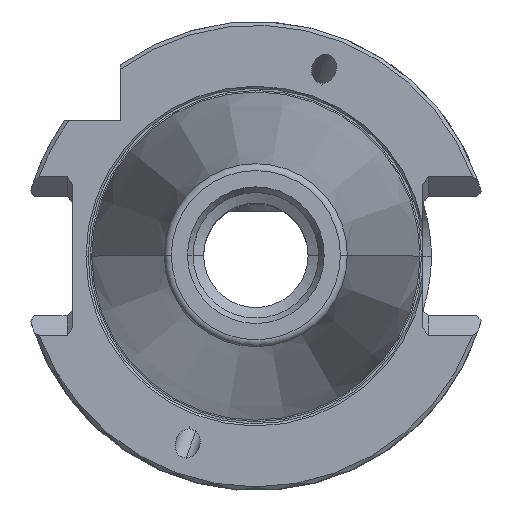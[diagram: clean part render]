
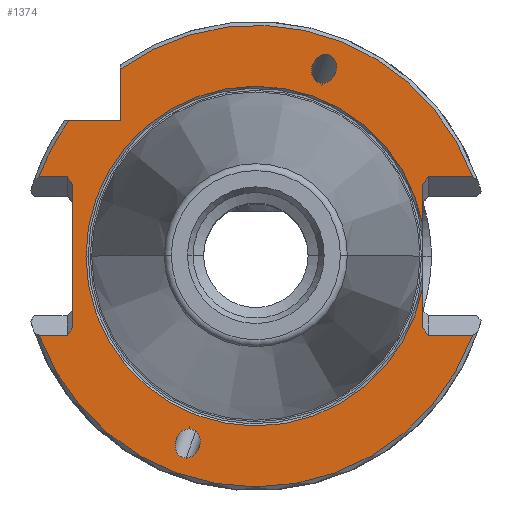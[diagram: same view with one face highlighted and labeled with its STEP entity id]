
A CAD part, top view. The second image highlights one B-rep face of the part: STEP entity #1374.
In plain terms, the highlighted planar face has unit normal (0, 0, 1).
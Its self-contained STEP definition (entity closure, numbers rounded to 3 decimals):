
#1070=EDGE_CURVE('NONE',#2562,#2872,#3034,.T.);
#1120=EDGE_CURVE('NONE',#2310,#1388,#3089,.T.);
#1122=EDGE_CURVE('NONE',#2796,#2706,#3091,.F.);
#1146=VERTEX_POINT('NONE',#3117);
#1156=EDGE_CURVE('NONE',#1534,#1644,#3127,.F.);
#1212=VERTEX_POINT('NONE',#3189);
#1220=EDGE_CURVE('NONE',#2062,#1976,#3198,.T.);
#1278=VERTEX_POINT('NONE',#3272);
#1374=ADVANCED_FACE('NONE',(#3379,#3380,#3381),#3382,.F.);
#1388=VERTEX_POINT('NONE',#3399);
#1420=VERTEX_POINT('NONE',#3432);
#1454=EDGE_CURVE('NONE',#1146,#2796,#3469,.T.);
#1522=VERTEX_POINT('NONE',#3547);
#1534=VERTEX_POINT('NONE',#3560);
#1626=VERTEX_POINT('NONE',#3664);
#1638=EDGE_CURVE('NONE',#1534,#1626,#3676,.T.);
#1644=VERTEX_POINT('NONE',#3682);
#1714=VERTEX_POINT('NONE',#3758);
#1768=EDGE_CURVE('NONE',#2906,#1830,#3818,.F.);
#1798=EDGE_CURVE('NONE',#2906,#1388,#3849,.F.);
#1830=VERTEX_POINT('NONE',#3883);
#1834=EDGE_CURVE('NONE',#1626,#2022,#3887,.T.);
#1958=EDGE_CURVE('NONE',#2884,#1830,#4021,.F.);
#1976=VERTEX_POINT('NONE',#4040);
#2022=VERTEX_POINT('NONE',#4095);
#2062=VERTEX_POINT('NONE',#4142);
#2210=EDGE_CURVE('NONE',#1420,#1278,#4306,.F.);
#2292=EDGE_CURVE('NONE',#2390,#1212,#4397,.T.);
#2294=EDGE_CURVE('NONE',#1278,#1420,#4399,.T.);
#2310=VERTEX_POINT('NONE',#4416);
#2390=VERTEX_POINT('NONE',#4501);
#2480=EDGE_CURVE('NONE',#2310,#1146,#4597,.F.);
#2512=EDGE_CURVE('NONE',#1522,#2562,#4631,.F.);
#2562=VERTEX_POINT('NONE',#4686);
#2706=VERTEX_POINT('NONE',#4842);
#2784=EDGE_CURVE('NONE',#1976,#2062,#4932,.F.);
#2796=VERTEX_POINT('NONE',#4947);
#2818=EDGE_CURVE('NONE',#2706,#1714,#4975,.F.);
#2832=EDGE_CURVE('NONE',#1212,#1522,#4991,.F.);
#2872=VERTEX_POINT('NONE',#5035);
#2882=EDGE_CURVE('NONE',#2884,#1644,#5046,.T.);
#2884=VERTEX_POINT('NONE',#5048);
#2894=EDGE_CURVE('NONE',#2872,#2022,#5060,.F.);
#2906=VERTEX_POINT('NONE',#5072);
#2940=EDGE_CURVE('NONE',#1714,#2390,#5109,.F.);
#3034=LINE('',#5241,#5242);
#3089=LINE('',#5325,#5326);
#3091=LINE('',#5329,#5330);
#3117=CARTESIAN_POINT('',(29.343,-10.75,-1.));
#3127=CIRCLE('',#5385,31.25);
#3189=CARTESIAN_POINT('',(22.6,4.271,-1.));
#3198=ELLIPSE('',#5478,2.014,1.65);
#3272=CARTESIAN_POINT('',(-9.452,-27.347,-1.));
#3379=FACE_OUTER_BOUND('',#5753,.T.);
#3380=FACE_BOUND('',#5754,.T.);
#3381=FACE_BOUND('',#5755,.T.);
#3382=PLANE('',#5756);
#3399=CARTESIAN_POINT('',(-25.55,-10.75,-1.));
#3432=CARTESIAN_POINT('',(-9.017,-23.397,-1.));
#3469=LINE('',#5942,#5943);
#3547=CARTESIAN_POINT('',(22.6,9.689,-1.));
#3560=CARTESIAN_POINT('',(-25.295,18.35,-1.));
#3664=CARTESIAN_POINT('',(-18.35,18.35,-1.));
#3676=LINE('',#6307,#6308);
#3682=CARTESIAN_POINT('',(-29.343,10.75,-1.));
#3758=CARTESIAN_POINT('',(22.6,-4.271,-1.));
#3818=LINE('',#6557,#6558);
#3849=LINE('',#6606,#6607);
#3883=CARTESIAN_POINT('',(-24.8,9.689,-1.));
#3887=LINE('',#6683,#6684);
#4021=LINE('',#6934,#6935);
#4040=CARTESIAN_POINT('',(9.017,23.397,-1.0));
#4095=CARTESIAN_POINT('',(-18.35,25.295,-1.));
#4142=CARTESIAN_POINT('',(9.452,27.347,-1.0));
#4306=ELLIPSE('',#7482,2.014,1.65);
#4397=CIRCLE('',#7617,23.0);
#4399=ELLIPSE('',#7620,2.014,1.65);
#4416=CARTESIAN_POINT('',(-29.343,-10.75,-1.));
#4501=CARTESIAN_POINT('',(-23.0,0.,-1.));
#4597=CIRCLE('',#7972,31.25);
#4631=LINE('',#8052,#8053);
#4686=CARTESIAN_POINT('',(23.35,10.75,-1.));
#4842=CARTESIAN_POINT('',(22.6,-9.689,-1.));
#4932=ELLIPSE('',#8687,2.014,1.65);
#4947=CARTESIAN_POINT('',(23.35,-10.75,-1.));
#4975=LINE('',#8763,#8764);
#4991=LINE('',#8799,#8800);
#5035=CARTESIAN_POINT('',(29.343,10.75,-1.));
#5046=LINE('',#8887,#8888);
#5048=CARTESIAN_POINT('',(-25.55,10.75,-1.));
#5060=CIRCLE('',#8914,31.25);
#5072=CARTESIAN_POINT('',(-24.8,-9.689,-1.));
#5109=CIRCLE('',#9017,23.0);
#5241=CARTESIAN_POINT('',(62.4,10.75,-1.));
#5242=VECTOR('',#9087,1.0);
#5325=CARTESIAN_POINT('',(-30.6,-10.75,-1.));
#5326=VECTOR('',#9149,1.0);
#5329=CARTESIAN_POINT('',(21.561,-8.22,-1.));
#5330=VECTOR('',#9150,1.0);
#5385=AXIS2_PLACEMENT_3D('',#9189,#9190,#9191);
#5478=AXIS2_PLACEMENT_3D('',#9271,#9272,#9273);
#5753=EDGE_LOOP('',(#9516,#9517,#9518,#9519,#9520,#9521,#9522,#9523,#9524,#9525,#9526,#9527,#9528,#9529,#9530,#9531,#9532,#9533));
#5754=EDGE_LOOP('',(#9534,#9535));
#5755=EDGE_LOOP('',(#9536,#9537));
#5756=AXIS2_PLACEMENT_3D('',#9538,#9539,#9540);
#5942=CARTESIAN_POINT('',(62.4,-10.75,-1.));
#5943=VECTOR('',#9649,1.0);
#6307=CARTESIAN_POINT('',(-19.175,18.35,-1.));
#6308=VECTOR('',#9927,1.0);
#6557=CARTESIAN_POINT('',(-24.8,-11.185,-1.));
#6558=VECTOR('',#10066,1.0);
#6606=CARTESIAN_POINT('',(-20.316,-3.348,-1.));
#6607=VECTOR('',#10083,1.0);
#6683=CARTESIAN_POINT('',(-18.35,-2.01,-1.));
#6684=VECTOR('',#10113,1.0);
#6934=CARTESIAN_POINT('',(-9.77,-11.566,-1.));
#6935=VECTOR('',#10239,1.0);
#7482=AXIS2_PLACEMENT_3D('',#10593,#10594,#10595);
#7617=AXIS2_PLACEMENT_3D('',#10720,#10721,#10722);
#7620=AXIS2_PLACEMENT_3D('',#10723,#10724,#10725);
#7972=AXIS2_PLACEMENT_3D('',#10935,#10936,#10937);
#8052=CARTESIAN_POINT('',(11.015,-6.694,-1.0));
#8053=VECTOR('',#10971,1.0);
#8687=AXIS2_PLACEMENT_3D('',#11330,#11331,#11332);
#8763=CARTESIAN_POINT('',(22.6,-11.185,-1.));
#8764=VECTOR('',#11408,1.0);
#8799=CARTESIAN_POINT('',(22.6,-11.185,-1.));
#8800=VECTOR('',#11428,1.0);
#8887=CARTESIAN_POINT('',(-30.6,10.75,-1.));
#8888=VECTOR('',#11489,1.0);
#8914=AXIS2_PLACEMENT_3D('',#11508,#11509,#11510);
#9017=AXIS2_PLACEMENT_3D('',#11554,#11555,#11556);
#9087=DIRECTION('',(1.0,0.,0.));
#9149=DIRECTION('',(1.0,0.,0.));
#9150=DIRECTION('',(0.577,-0.816,0.));
#9189=CARTESIAN_POINT('',(0.,0.,-1.0));
#9190=DIRECTION('',(0.,0.,-1.0));
#9191=DIRECTION('',(1.0,0.,0.));
#9271=CARTESIAN_POINT('',(9.235,25.372,-1.0));
#9272=DIRECTION('',(0.,0.,-1.0));
#9273=DIRECTION('',(-0.342,-0.94,0.));
#9516=ORIENTED_EDGE('',*,*,#1070,.T.);
#9517=ORIENTED_EDGE('',*,*,#2894,.T.);
#9518=ORIENTED_EDGE('',*,*,#1834,.F.);
#9519=ORIENTED_EDGE('',*,*,#1638,.F.);
#9520=ORIENTED_EDGE('',*,*,#1156,.T.);
#9521=ORIENTED_EDGE('',*,*,#2882,.F.);
#9522=ORIENTED_EDGE('',*,*,#1958,.T.);
#9523=ORIENTED_EDGE('',*,*,#1768,.F.);
#9524=ORIENTED_EDGE('',*,*,#1798,.T.);
#9525=ORIENTED_EDGE('',*,*,#1120,.F.);
#9526=ORIENTED_EDGE('',*,*,#2480,.T.);
#9527=ORIENTED_EDGE('',*,*,#1454,.T.);
#9528=ORIENTED_EDGE('',*,*,#1122,.T.);
#9529=ORIENTED_EDGE('',*,*,#2818,.T.);
#9530=ORIENTED_EDGE('',*,*,#2940,.T.);
#9531=ORIENTED_EDGE('',*,*,#2292,.T.);
#9532=ORIENTED_EDGE('',*,*,#2832,.T.);
#9533=ORIENTED_EDGE('',*,*,#2512,.T.);
#9534=ORIENTED_EDGE('',*,*,#2784,.T.);
#9535=ORIENTED_EDGE('',*,*,#1220,.T.);
#9536=ORIENTED_EDGE('',*,*,#2210,.T.);
#9537=ORIENTED_EDGE('',*,*,#2294,.T.);
#9538=CARTESIAN_POINT('',(0.,-22.371,-1.0));
#9539=DIRECTION('',(0.,0.,-1.0));
#9540=DIRECTION('',(0.,-1.0,0.));
#9649=DIRECTION('',(-1.0,0.,0.));
#9927=DIRECTION('',(1.0,0.,0.));
#10066=DIRECTION('',(0.,-1.0,0.));
#10083=DIRECTION('',(0.577,0.816,0.));
#10113=DIRECTION('',(0.,1.0,0.));
#10239=DIRECTION('',(-0.577,0.816,0.));
#10593=CARTESIAN_POINT('',(-9.235,-25.372,-1.));
#10594=DIRECTION('',(0.,0.,1.0));
#10595=DIRECTION('',(0.342,0.94,0.));
#10720=CARTESIAN_POINT('',(0.,0.,-1.0));
#10721=DIRECTION('',(0.,0.,-1.0));
#10722=DIRECTION('',(-1.0,0.,0.));
#10723=CARTESIAN_POINT('',(-9.235,-25.372,-1.));
#10724=DIRECTION('',(0.,0.,-1.0));
#10725=DIRECTION('',(0.342,0.94,0.));
#10935=CARTESIAN_POINT('',(0.,0.,-1.0));
#10936=DIRECTION('',(0.,0.,-1.0));
#10937=DIRECTION('',(1.0,0.,0.));
#10971=DIRECTION('',(-0.577,-0.816,0.));
#11330=CARTESIAN_POINT('',(9.235,25.372,-1.0));
#11331=DIRECTION('',(0.,0.,1.0));
#11332=DIRECTION('',(-0.342,-0.94,0.));
#11408=DIRECTION('',(0.,-1.0,0.));
#11428=DIRECTION('',(0.,-1.0,0.));
#11489=DIRECTION('',(-1.0,0.,0.));
#11508=CARTESIAN_POINT('',(0.,0.,-1.0));
#11509=DIRECTION('',(0.,0.,-1.0));
#11510=DIRECTION('',(1.0,0.,0.));
#11554=CARTESIAN_POINT('',(0.,0.,-1.0));
#11555=DIRECTION('',(0.,0.,1.0));
#11556=DIRECTION('',(-1.0,0.,0.));
